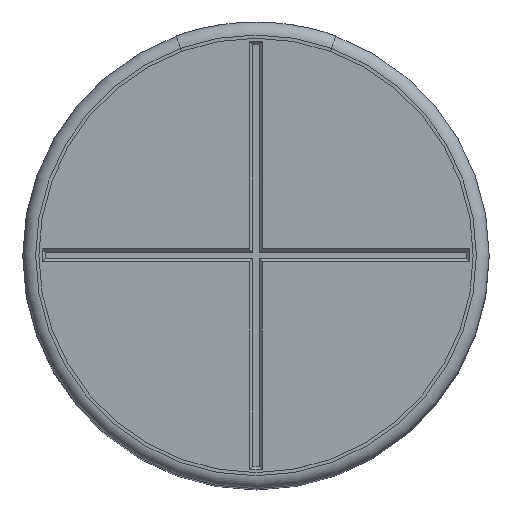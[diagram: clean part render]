
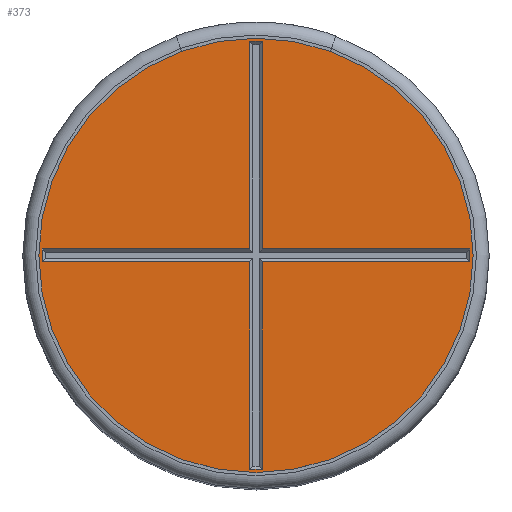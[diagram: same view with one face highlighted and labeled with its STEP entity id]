
A CAD part, top view. The second image highlights one B-rep face of the part: STEP entity #373.
In plain terms, the highlighted planar face has unit normal (0, 0, 1).
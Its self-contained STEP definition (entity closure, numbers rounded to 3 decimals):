
#373=ADVANCED_FACE('',(#923,#925),#927,.T.);
#923=FACE_BOUND('',#924,.T.);
#924=EDGE_LOOP('',(#1368));
#925=FACE_BOUND('',#926,.T.);
#926=EDGE_LOOP('',(#1369,#1370,#1371,#1372,#1373,#1374,#1375,#1376,#1377,#1378,#1379,
#1380));
#927=PLANE('',#928);
#928=AXIS2_PLACEMENT_3D('',#929,#930,#931);
#929=CARTESIAN_POINT('',(0.,0.,24.9));
#930=DIRECTION('',(0.,0.,1.));
#931=DIRECTION('',(1.,0.,0.));
#1368=ORIENTED_EDGE('',*,*,#1616,.T.);
#1369=ORIENTED_EDGE('',*,*,#1622,.T.);
#1370=ORIENTED_EDGE('',*,*,#1623,.T.);
#1371=ORIENTED_EDGE('',*,*,#1624,.T.);
#1372=ORIENTED_EDGE('',*,*,#1625,.T.);
#1373=ORIENTED_EDGE('',*,*,#1626,.T.);
#1374=ORIENTED_EDGE('',*,*,#1627,.T.);
#1375=ORIENTED_EDGE('',*,*,#1628,.T.);
#1376=ORIENTED_EDGE('',*,*,#1629,.T.);
#1377=ORIENTED_EDGE('',*,*,#1630,.T.);
#1378=ORIENTED_EDGE('',*,*,#1631,.T.);
#1379=ORIENTED_EDGE('',*,*,#1632,.T.);
#1380=ORIENTED_EDGE('',*,*,#1633,.T.);
#1616=EDGE_CURVE('',#1858,#1858,#1859,.T.);
#1622=EDGE_CURVE('',#1870,#1871,#1872,.F.);
#1623=EDGE_CURVE('',#1871,#1873,#1874,.F.);
#1624=EDGE_CURVE('',#1873,#1875,#1876,.F.);
#1625=EDGE_CURVE('',#1875,#1877,#1878,.F.);
#1626=EDGE_CURVE('',#1877,#1879,#1880,.F.);
#1627=EDGE_CURVE('',#1879,#1881,#1882,.F.);
#1628=EDGE_CURVE('',#1881,#1883,#1884,.F.);
#1629=EDGE_CURVE('',#1883,#1885,#1886,.F.);
#1630=EDGE_CURVE('',#1885,#1887,#1888,.F.);
#1631=EDGE_CURVE('',#1887,#1889,#1890,.F.);
#1632=EDGE_CURVE('',#1889,#1891,#1892,.F.);
#1633=EDGE_CURVE('',#1891,#1870,#1893,.F.);
#1858=VERTEX_POINT('',#2420);
#1859=CIRCLE('',#2421,6.75);
#1870=VERTEX_POINT('',#2448);
#1871=VERTEX_POINT('',#2449);
#1872=LINE('',#2450,#2451);
#1873=VERTEX_POINT('',#2453);
#1874=LINE('',#2454,#2455);
#1875=VERTEX_POINT('',#2457);
#1876=LINE('',#2458,#2459);
#1877=VERTEX_POINT('',#2461);
#1878=LINE('',#2462,#2463);
#1879=VERTEX_POINT('',#2465);
#1880=LINE('',#2466,#2467);
#1881=VERTEX_POINT('',#2469);
#1882=LINE('',#2470,#2471);
#1883=VERTEX_POINT('',#2473);
#1884=LINE('',#2474,#2475);
#1885=VERTEX_POINT('',#2477);
#1886=LINE('',#2478,#2479);
#1887=VERTEX_POINT('',#2481);
#1888=LINE('',#2482,#2483);
#1889=VERTEX_POINT('',#2485);
#1890=LINE('',#2486,#2487);
#1891=VERTEX_POINT('',#2489);
#1892=LINE('',#2490,#2491);
#1893=LINE('',#2493,#2494);
#2420=CARTESIAN_POINT('',(6.75,0.,24.9));
#2421=AXIS2_PLACEMENT_3D('',#2422,#2423,#2424);
#2422=CARTESIAN_POINT('',(0.,0.,24.9));
#2423=DIRECTION('',(0.,0.,1.));
#2424=DIRECTION('',(1.,0.,0.));
#2448=CARTESIAN_POINT('',(-0.2,-0.2,24.9));
#2449=CARTESIAN_POINT('',(-6.65,-0.2,24.9));
#2450=CARTESIAN_POINT('',(-6.65,-0.2,24.9));
#2451=VECTOR('',#2452,1.);
#2452=DIRECTION('',(1.,0.,0.));
#2453=CARTESIAN_POINT('',(-6.65,0.2,24.9));
#2454=CARTESIAN_POINT('',(-6.65,0.2,24.9));
#2455=VECTOR('',#2456,1.);
#2456=DIRECTION('',(0.,-1.,0.));
#2457=CARTESIAN_POINT('',(-0.2,0.2,24.9));
#2458=CARTESIAN_POINT('',(-0.2,0.2,24.9));
#2459=VECTOR('',#2460,1.);
#2460=DIRECTION('',(-1.,0.,0.));
#2461=CARTESIAN_POINT('',(-0.2,6.65,24.9));
#2462=CARTESIAN_POINT('',(-0.2,6.65,24.9));
#2463=VECTOR('',#2464,1.);
#2464=DIRECTION('',(0.,-1.,0.));
#2465=CARTESIAN_POINT('',(0.2,6.65,24.9));
#2466=CARTESIAN_POINT('',(0.2,6.65,24.9));
#2467=VECTOR('',#2468,1.);
#2468=DIRECTION('',(-1.,0.,0.));
#2469=CARTESIAN_POINT('',(0.2,0.2,24.9));
#2470=CARTESIAN_POINT('',(0.2,0.2,24.9));
#2471=VECTOR('',#2472,1.);
#2472=DIRECTION('',(0.,1.,0.));
#2473=CARTESIAN_POINT('',(6.65,0.2,24.9));
#2474=CARTESIAN_POINT('',(6.65,0.2,24.9));
#2475=VECTOR('',#2476,1.);
#2476=DIRECTION('',(-1.,0.,0.));
#2477=CARTESIAN_POINT('',(6.65,-0.2,24.9));
#2478=CARTESIAN_POINT('',(6.65,-0.2,24.9));
#2479=VECTOR('',#2480,1.);
#2480=DIRECTION('',(0.,1.,0.));
#2481=CARTESIAN_POINT('',(0.2,-0.2,24.9));
#2482=CARTESIAN_POINT('',(0.2,-0.2,24.9));
#2483=VECTOR('',#2484,1.);
#2484=DIRECTION('',(1.,0.,0.));
#2485=CARTESIAN_POINT('',(0.2,-6.65,24.9));
#2486=CARTESIAN_POINT('',(0.2,-6.65,24.9));
#2487=VECTOR('',#2488,1.);
#2488=DIRECTION('',(0.,1.,0.));
#2489=CARTESIAN_POINT('',(-0.2,-6.65,24.9));
#2490=CARTESIAN_POINT('',(-0.2,-6.65,24.9));
#2491=VECTOR('',#2492,1.);
#2492=DIRECTION('',(1.,0.,0.));
#2493=CARTESIAN_POINT('',(-0.2,-0.2,24.9));
#2494=VECTOR('',#2495,1.);
#2495=DIRECTION('',(0.,-1.,0.));
